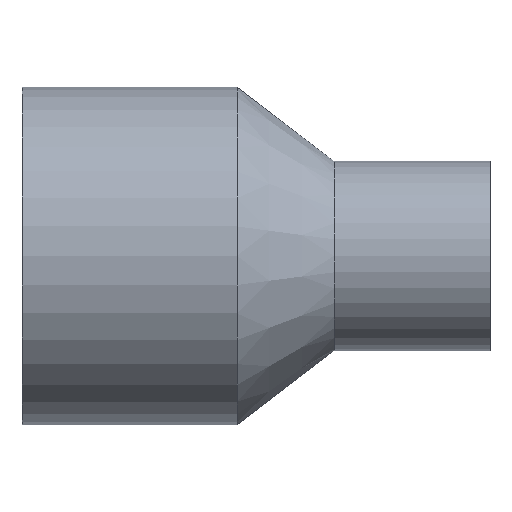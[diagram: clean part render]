
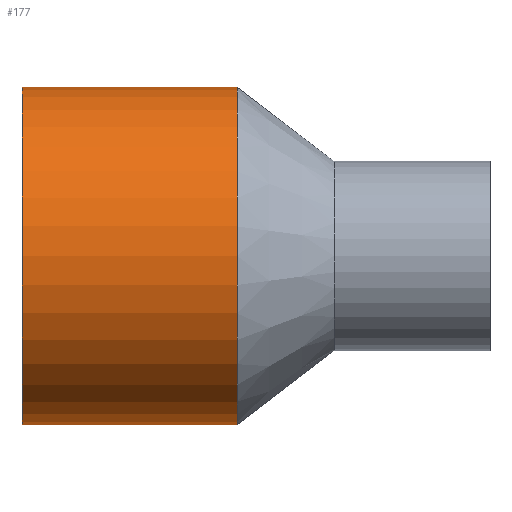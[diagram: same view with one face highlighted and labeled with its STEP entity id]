
A CAD part, top view. The second image highlights one B-rep face of the part: STEP entity #177.
In plain terms, the highlighted cylindrical face has radius 80 mm (diameter 160 mm), a partial arc.
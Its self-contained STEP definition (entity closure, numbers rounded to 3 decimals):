
#95 = EDGE_CURVE( '', #121, #99, #231, .T. );
#99 = VERTEX_POINT( '', #236 );
#105 = EDGE_CURVE( '', #121, #167, #242, .T. );
#121 = VERTEX_POINT( '', #263 );
#143 = EDGE_CURVE( '', #167, #179, #288, .T. );
#167 = VERTEX_POINT( '', #313 );
#169 = EDGE_CURVE( '', #179, #99, #315, .T. );
#177 = ADVANCED_FACE( '', ( #323 ), #324, .T. );
#179 = VERTEX_POINT( '', #326 );
#231 = CIRCLE( '', #376, 80. );
#236 = CARTESIAN_POINT( '', ( 0., 80., 0. ) );
#242 = LINE( '', #389, #390 );
#263 = CARTESIAN_POINT( '', ( 0., -80., 0. ) );
#288 = CIRCLE( '', #445, 80. );
#313 = CARTESIAN_POINT( '', ( 102., -80., 0. ) );
#315 = LINE( '', #480, #481 );
#323 = FACE_OUTER_BOUND( '', #494, .T. );
#324 = CYLINDRICAL_SURFACE( '', #495, 80. );
#326 = CARTESIAN_POINT( '', ( 102., 80., 0. ) );
#376 = AXIS2_PLACEMENT_3D( '', #553, #554, #555 );
#389 = CARTESIAN_POINT( '', ( 51., -80., 0. ) );
#390 = VECTOR( '', #566, 1. );
#445 = AXIS2_PLACEMENT_3D( '', #637, #638, #639 );
#480 = CARTESIAN_POINT( '', ( 51., 80., 0. ) );
#481 = VECTOR( '', #659, 1. );
#494 = EDGE_LOOP( '', ( #666, #667, #668, #669 ) );
#495 = AXIS2_PLACEMENT_3D( '', #670, #671, #672 );
#553 = CARTESIAN_POINT( '', ( 0., 0., 0. ) );
#554 = DIRECTION( '', ( -1., 0., 0. ) );
#555 = DIRECTION( '', ( 0., 1., 0. ) );
#566 = DIRECTION( '', ( 1., 0., 0. ) );
#637 = CARTESIAN_POINT( '', ( 102., 0., 0. ) );
#638 = DIRECTION( '', ( -1., 0., 0. ) );
#639 = DIRECTION( '', ( 0., 1., 0. ) );
#659 = DIRECTION( '', ( -1., 0., 0. ) );
#666 = ORIENTED_EDGE( '', *, *, #169, .T. );
#667 = ORIENTED_EDGE( '', *, *, #95, .F. );
#668 = ORIENTED_EDGE( '', *, *, #105, .T. );
#669 = ORIENTED_EDGE( '', *, *, #143, .T. );
#670 = CARTESIAN_POINT( '', ( 51., 0., 0. ) );
#671 = DIRECTION( '', ( 1., 0., 0. ) );
#672 = DIRECTION( '', ( 0., 1., 0. ) );
